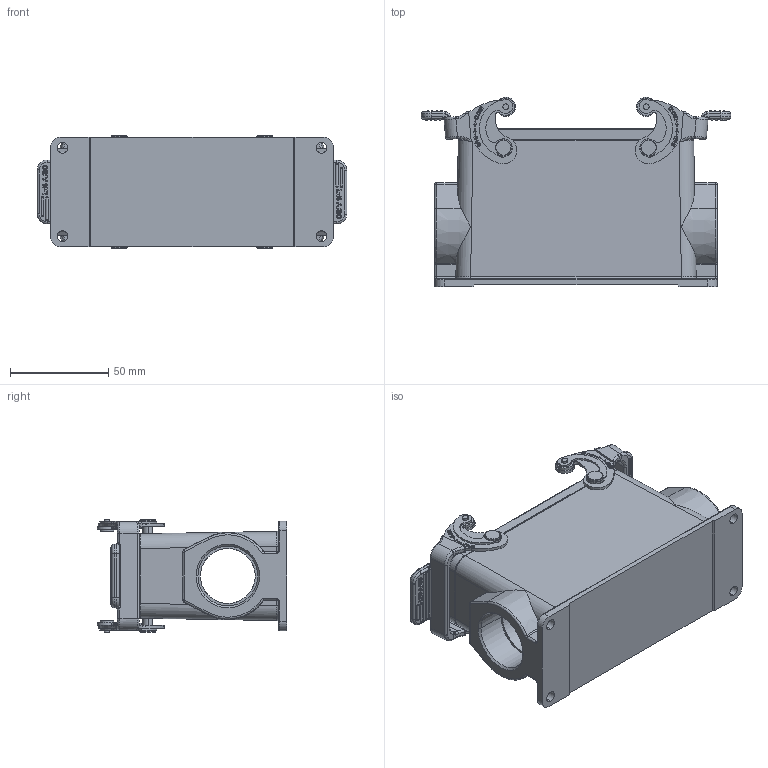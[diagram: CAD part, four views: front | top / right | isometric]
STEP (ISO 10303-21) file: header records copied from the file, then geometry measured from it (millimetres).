
FILE_DESCRIPTION((''),'2;1');
FILE_NAME('3D_1120242415032_H24B-SFH-2L_SC','2020-07-03T',('lian.chen'),(''),'PRO/ENGINEER BY PARAMETRIC TECHNOLOGY CORPORATION, 2012480','PRO/ENGINEER BY PARAMETRIC TECHNOLOGY CORPORATION, 2012480','');
FILE_SCHEMA(('AUTOMOTIVE_DESIGN { 1 0 10303 214 1 1 1 1 }'));
Products named in the file (1): 3D_1120242415032_H24B-SFH-2L_SC
Bounding box: 157.8 x 96.5 x 57.5 mm (x, y, z)
Volume: 191903.4 mm3; surface area: 81940.5 mm2
Topology: 1 solids, 5 shells, 1469 faces, 3974 edges, 2652 vertices
Faces by surface type: plane 663, cylinder 376, extrusion 160, bspline 102, torus 80, cone 56, sphere 32
Entity records: 61697 total; most frequent: CARTESIAN_POINT 16541, ORIENTED_EDGE 7912, DIRECTION 7010, EDGE_CURVE 3964, VERTEX_POINT 2652, AXIS2_PLACEMENT_3D 2398, VECTOR 2214, LINE 2054
